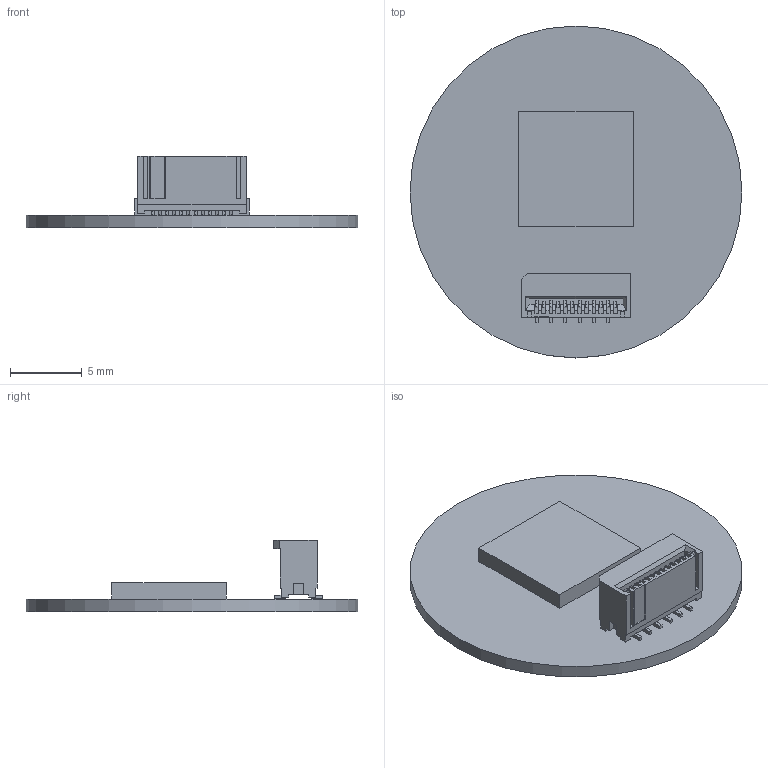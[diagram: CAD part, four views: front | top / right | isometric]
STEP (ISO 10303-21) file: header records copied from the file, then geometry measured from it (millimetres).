
FILE_DESCRIPTION(('Open CASCADE Model'),'2;1');
FILE_NAME('Open CASCADE Shape Model','2024-11-03T22:16:03',('Author'),( 'Open CASCADE'),'Open CASCADE STEP processor 7.7','Open CASCADE 7.7' ,'Unknown');
FILE_SCHEMA(('AUTOMOTIVE_DESIGN { 1 0 10303 214 1 1 1 1 }'));
Length unit declared in the file: millimetre
Products named in the file (20): cirque 23mm; 781271210; SOLID; COMPOUND; WIRE; ASSEMBLY
Assembly tree (19 placements, depth 4):
  cirque 23mm
    781271210
      SOLID
      COMPOUND
        WIRE
        WIRE
        WIRE
        WIRE
        WIRE
        WIRE
        WIRE
        WIRE
        WIRE
        WIRE
        WIRE
        WIRE
    ASSEMBLY
      SOLID
    ASSEMBLY
      SOLID
Bounding box: 23.2 x 23.2 x 5.01 mm (x, y, z)
Volume: 513.4 mm3; surface area: 1317.5 mm2
Topology: 3 solids, 3 shells, 339 faces, 968 edges, 708 vertices
Faces by surface type: plane 290, cylinder 49
Full cylindrical faces by diameter (mm): 23.2 x1
Entity records: 23991 total; most frequent: CARTESIAN_POINT 4883, DIRECTION 3504, LINE 2588, VECTOR 2588, ORIENTED_EDGE 1840, PCURVE 1840, DEFINITIONAL_REPRESENTATION 1840, EDGE_CURVE 920
